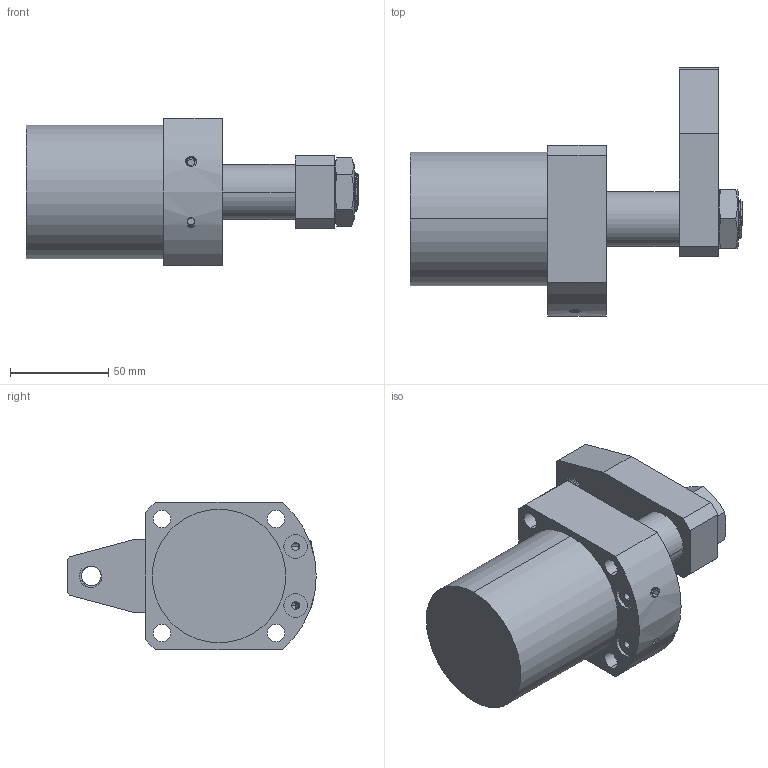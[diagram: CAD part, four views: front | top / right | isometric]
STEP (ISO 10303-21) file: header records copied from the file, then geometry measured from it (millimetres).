
FILE_DESCRIPTION (( 'STEP AP203' ), '1' );
FILE_NAME ('chs-fam50s_asm.STEP', '2019-04-24T11:09:39', ( '' ), ( '' ), 'SwSTEP 2.0', 'SolidWorks 2017', '' );
FILE_SCHEMA (( 'CONFIG_CONTROL_DESIGN' ));
Length unit declared in the file: millimetre
Products named in the file (6): CHS-FAM50BT; CHS-50SHSG_2; M20LM_2; chs-fam50s_asm; M6; CHS-50SYB_2
Assembly tree (8 placements, depth 2):
  chs-fam50s_asm
    CHS-FAM50BT
    CHS-50SHSG_2
    M6  x4
    CHS-50SYB_2
    M20LM_2
Bounding box: 169 x 126.5 x 75 mm (x, y, z)
Volume: 452231.5 mm3; surface area: 87329 mm2
Topology: 8 solids, 8 shells, 336 faces, 1020 edges, 714 vertices
Faces by surface type: cylinder 167, plane 84, bspline 47, cone 37, torus 1
Entity records: 27310 total; most frequent: CARTESIAN_POINT 20672, ORIENTED_EDGE 1476, DIRECTION 904, EDGE_CURVE 738, VERTEX_POINT 525, B_SPLINE_CURVE_WITH_KNOTS 380, AXIS2_PLACEMENT_3D 347, EDGE_LOOP 271
